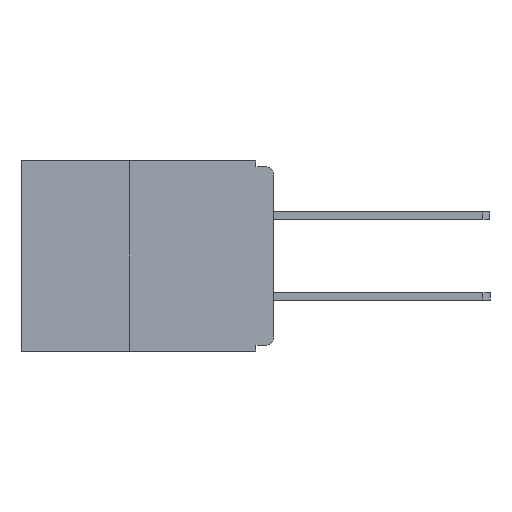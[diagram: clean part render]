
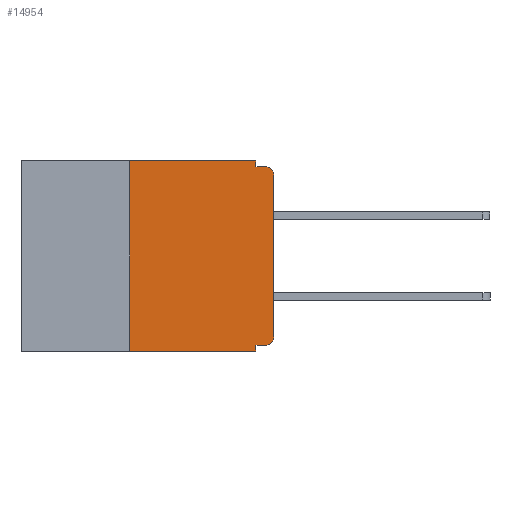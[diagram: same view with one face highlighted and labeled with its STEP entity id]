
A CAD part, left-side view. The second image highlights one B-rep face of the part: STEP entity #14954.
In plain terms, the highlighted planar face has unit normal (-1, 0, 0).
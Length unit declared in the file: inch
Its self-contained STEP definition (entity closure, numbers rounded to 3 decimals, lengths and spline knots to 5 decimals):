
#38 = LINE ( 'NONE', #4576, #4563 ) ;
#138 = VERTEX_POINT ( 'NONE', #19262 ) ;
#482 = VERTEX_POINT ( 'NONE', #17874 ) ;
#1285 = VERTEX_POINT ( 'NONE', #9129 ) ;
#1320 = DIRECTION ( 'NONE',  ( 0., -1., 0. ) ) ;
#2327 = CARTESIAN_POINT ( 'NONE',  ( 0., 0.015, -0.01 ) ) ;
#2338 = LINE ( 'NONE', #9350, #17521 ) ;
#2630 = CIRCLE ( 'NONE', #8201, 0.015 ) ;
#3300 = ORIENTED_EDGE ( 'NONE', *, *, #16520, .T. ) ;
#3520 = PLANE ( 'NONE',  #9200 ) ;
#3931 = DIRECTION ( 'NONE',  ( 0., 0., 1. ) ) ;
#4130 = VERTEX_POINT ( 'NONE', #14069 ) ;
#4483 = VERTEX_POINT ( 'NONE', #8471 ) ;
#4515 = EDGE_LOOP ( 'NONE', ( #3300, #15404, #15640, #14262, #7554, #6896, #5760, #5206, #9060, #13747 ) ) ;
#4563 = VECTOR ( 'NONE', #12238, 39.37008 ) ;
#4576 = CARTESIAN_POINT ( 'NONE',  ( 0., 0.031, 0. ) ) ;
#4657 = VECTOR ( 'NONE', #3931, 39.37008 ) ;
#4728 = VERTEX_POINT ( 'NONE', #4735 ) ;
#4735 = CARTESIAN_POINT ( 'NONE',  ( 0., 0., -0.305 ) ) ;
#5206 = ORIENTED_EDGE ( 'NONE', *, *, #15458, .F. ) ;
#5457 = AXIS2_PLACEMENT_3D ( 'NONE', #6635, #16931, #8142 ) ;
#5760 = ORIENTED_EDGE ( 'NONE', *, *, #16378, .T. ) ;
#6475 = CARTESIAN_POINT ( 'NONE',  ( 0., 0.031, -0.33 ) ) ;
#6635 = CARTESIAN_POINT ( 'NONE',  ( 0., 0.015, -0.305 ) ) ;
#6682 = LINE ( 'NONE', #13921, #13712 ) ;
#6818 = DIRECTION ( 'NONE',  ( 0., 0., -1. ) ) ;
#6889 = DIRECTION ( 'NONE',  ( -1., 0., 0. ) ) ;
#6896 = ORIENTED_EDGE ( 'NONE', *, *, #18239, .F. ) ;
#7057 = DIRECTION ( 'NONE',  ( 0., 0., 1. ) ) ;
#7554 = ORIENTED_EDGE ( 'NONE', *, *, #11299, .F. ) ;
#7635 = EDGE_CURVE ( 'NONE', #4483, #9226, #15284, .T. ) ;
#7979 = DIRECTION ( 'NONE',  ( 0., 0., -1. ) ) ;
#8142 = DIRECTION ( 'NONE',  ( 0., 0., -1. ) ) ;
#8201 = AXIS2_PLACEMENT_3D ( 'NONE', #15757, #6889, #17160 ) ;
#8333 = CARTESIAN_POINT ( 'NONE',  ( 0., 0.437, -0.33 ) ) ;
#8471 = CARTESIAN_POINT ( 'NONE',  ( 0., 0.031, -0.01 ) ) ;
#9060 = ORIENTED_EDGE ( 'NONE', *, *, #16885, .F. ) ;
#9129 = CARTESIAN_POINT ( 'NONE',  ( 0., 0., -0.025 ) ) ;
#9200 = AXIS2_PLACEMENT_3D ( 'NONE', #14261, #15699, #6818 ) ;
#9226 = VERTEX_POINT ( 'NONE', #2327 ) ;
#9350 = CARTESIAN_POINT ( 'NONE',  ( 0., 0.437, 0. ) ) ;
#9412 = CARTESIAN_POINT ( 'NONE',  ( 0., 0.015, -0.32 ) ) ;
#10827 = VERTEX_POINT ( 'NONE', #11271 ) ;
#11014 = DIRECTION ( 'NONE',  ( 0., -1., 0. ) ) ;
#11271 = CARTESIAN_POINT ( 'NONE',  ( 0., 0.25, -0.33 ) ) ;
#11299 = EDGE_CURVE ( 'NONE', #138, #18248, #2338, .T. ) ;
#11388 = VECTOR ( 'NONE', #11014, 39.37008 ) ;
#11549 = CARTESIAN_POINT ( 'NONE',  ( 0., 0.25, -0.33 ) ) ;
#11640 = LINE ( 'NONE', #8333, #19214 ) ;
#11667 = CARTESIAN_POINT ( 'NONE',  ( 0., 0., 0. ) ) ;
#12058 = EDGE_CURVE ( 'NONE', #14167, #4728, #16415, .T. ) ;
#12238 = DIRECTION ( 'NONE',  ( 0., 0., -1. ) ) ;
#12360 = LINE ( 'NONE', #11667, #4657 ) ;
#13712 = VECTOR ( 'NONE', #15357, 39.37008 ) ;
#13747 = ORIENTED_EDGE ( 'NONE', *, *, #12058, .T. ) ;
#13921 = CARTESIAN_POINT ( 'NONE',  ( 0., 0., -0.32 ) ) ;
#14069 = CARTESIAN_POINT ( 'NONE',  ( 0., 0.031, -0.33 ) ) ;
#14167 = VERTEX_POINT ( 'NONE', #9412 ) ;
#14261 = CARTESIAN_POINT ( 'NONE',  ( 0., 0.437, 0. ) ) ;
#14262 = ORIENTED_EDGE ( 'NONE', *, *, #19173, .F. ) ;
#14324 = VECTOR ( 'NONE', #7057, 39.37008 ) ;
#14954 = ADVANCED_FACE ( 'NONE', ( #15364 ), #3520, .F. ) ;
#14974 = EDGE_CURVE ( 'NONE', #1285, #9226, #2630, .T. ) ;
#15284 = LINE ( 'NONE', #15388, #11388 ) ;
#15357 = DIRECTION ( 'NONE',  ( 0., 1., 0. ) ) ;
#15364 = FACE_OUTER_BOUND ( 'NONE', #4515, .T. ) ;
#15388 = CARTESIAN_POINT ( 'NONE',  ( 0., 0., -0.01 ) ) ;
#15404 = ORIENTED_EDGE ( 'NONE', *, *, #14974, .T. ) ;
#15458 = EDGE_CURVE ( 'NONE', #482, #4130, #17726, .T. ) ;
#15640 = ORIENTED_EDGE ( 'NONE', *, *, #7635, .F. ) ;
#15699 = DIRECTION ( 'NONE',  ( 1., 0., 0. ) ) ;
#15757 = CARTESIAN_POINT ( 'NONE',  ( 0., 0.015, -0.025 ) ) ;
#16378 = EDGE_CURVE ( 'NONE', #10827, #4130, #11640, .T. ) ;
#16415 = CIRCLE ( 'NONE', #5457, 0.015 ) ;
#16520 = EDGE_CURVE ( 'NONE', #4728, #1285, #12360, .T. ) ;
#16885 = EDGE_CURVE ( 'NONE', #14167, #482, #6682, .T. ) ;
#16931 = DIRECTION ( 'NONE',  ( -1., 0., 0. ) ) ;
#17093 = DIRECTION ( 'NONE',  ( 0., -1., 0. ) ) ;
#17160 = DIRECTION ( 'NONE',  ( 0., 0., -1. ) ) ;
#17298 = VECTOR ( 'NONE', #7979, 39.37008 ) ;
#17521 = VECTOR ( 'NONE', #1320, 39.37008 ) ;
#17726 = LINE ( 'NONE', #6475, #17298 ) ;
#17874 = CARTESIAN_POINT ( 'NONE',  ( 0., 0.031, -0.32 ) ) ;
#18047 = LINE ( 'NONE', #11549, #14324 ) ;
#18239 = EDGE_CURVE ( 'NONE', #10827, #138, #18047, .T. ) ;
#18248 = VERTEX_POINT ( 'NONE', #18708 ) ;
#18708 = CARTESIAN_POINT ( 'NONE',  ( 0., 0.031, 0. ) ) ;
#19173 = EDGE_CURVE ( 'NONE', #18248, #4483, #38, .T. ) ;
#19214 = VECTOR ( 'NONE', #17093, 39.37008 ) ;
#19262 = CARTESIAN_POINT ( 'NONE',  ( 0., 0.25, 0. ) ) ;
